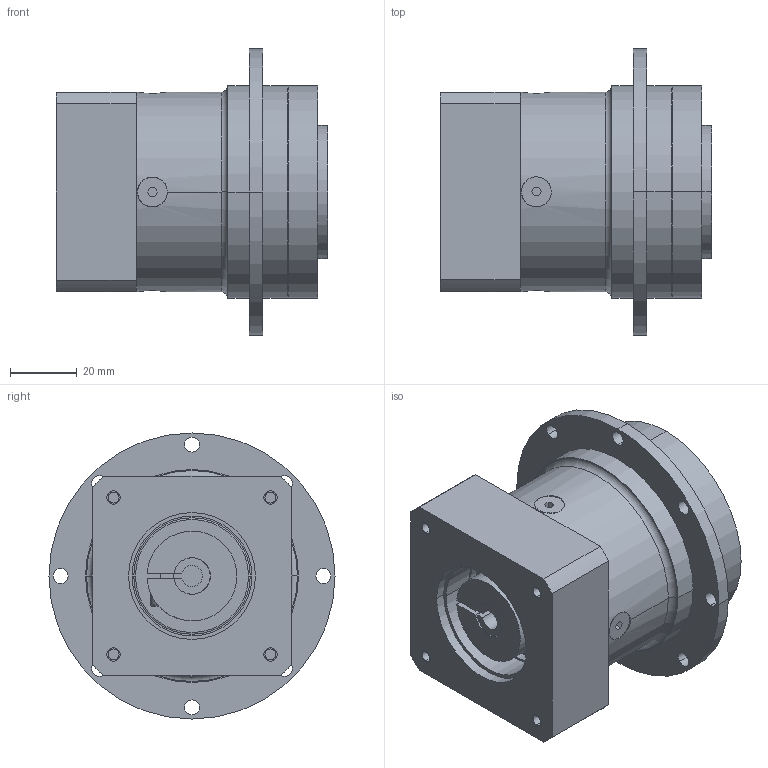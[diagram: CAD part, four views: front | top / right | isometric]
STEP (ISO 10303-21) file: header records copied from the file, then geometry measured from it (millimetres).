
FILE_DESCRIPTION((''),'2;1');
FILE_NAME('MB_PLFE_MASTER','2016-05-30T',('agw'),(''),'CREO PARAMETRIC BY PTC INC, 2015290','CREO PARAMETRIC BY PTC INC, 2015290','');
FILE_SCHEMA(('AUTOMOTIVE_DESIGN { 1 0 10303 214 1 1 1 1 }'));
Length unit declared in the file: millimetre
Products named in the file (1): MB_PLFE_MASTER
Bounding box: 81.5 x 86 x 86 mm (x, y, z)
Volume: 251191 mm3; surface area: 38216.4 mm2
Topology: 1 solids, 12 shells, 203 faces, 483 edges, 314 vertices
Faces by surface type: cylinder 106, plane 85, cone 6, torus 6
Entity records: 7010 total; most frequent: CARTESIAN_POINT 1157, DIRECTION 1105, ORIENTED_EDGE 922, EDGE_CURVE 483, AXIS2_PLACEMENT_3D 427, VERTEX_POINT 314, VECTOR 251, LINE 251
